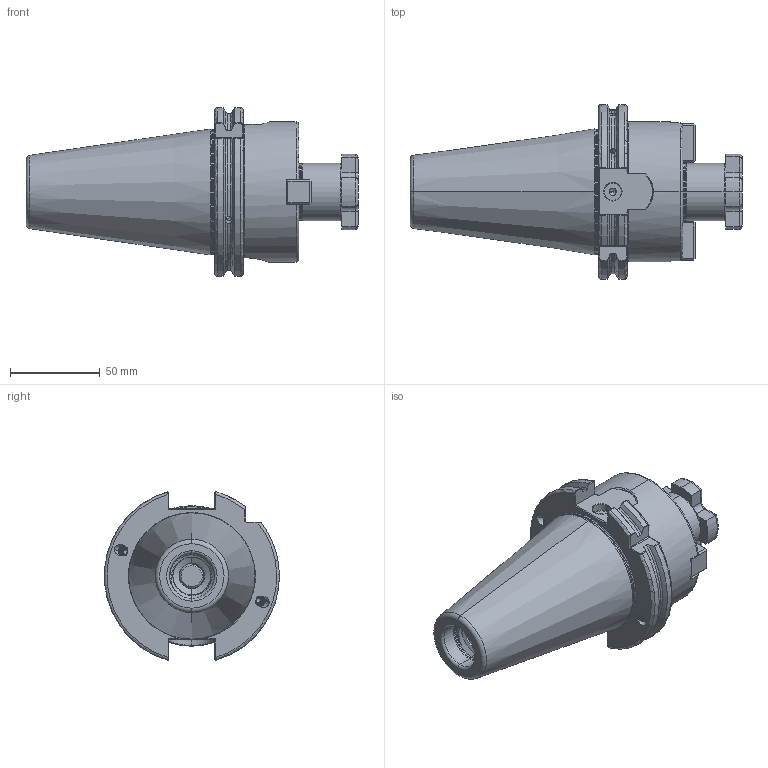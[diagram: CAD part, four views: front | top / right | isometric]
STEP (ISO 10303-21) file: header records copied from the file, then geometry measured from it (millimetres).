
FILE_DESCRIPTION (( 'STEP AP203' ), '1' );
FILE_NAME ('503.11.32.STEP', '2016-07-23T05:17:59', ( '' ), ( '' ), 'SwSTEP 2.0', 'SolidWorks 2012', '' );
FILE_SCHEMA (( 'CONFIG_CONTROL_DESIGN' ));
Length unit declared in the file: millimetre
Products named in the file (5): 102.11.32_M5xP0.8-14L; 503.11.32; 面銑刀墊塊32; 十字螺絲FMB32
Assembly tree (6 placements, depth 2):
  503.11.32
    503.11.32
    102.11.32_M5xP0.8-14L  x2
    面銑刀墊塊32  x2
    十字螺絲FMB32
Bounding box: 184.75 x 97.32 x 93.81 mm (x, y, z)
Volume: 489630.4 mm3; surface area: 72401.9 mm2
Topology: 6 solids, 6 shells, 655 faces, 1712 edges, 1060 vertices
Faces by surface type: cylinder 303, plane 163, cone 72, torus 66, bspline 51
Entity records: 42868 total; most frequent: CARTESIAN_POINT 30138, ORIENTED_EDGE 2904, DIRECTION 2167, EDGE_CURVE 1452, VERTEX_POINT 915, AXIS2_PLACEMENT_3D 828, EDGE_LOOP 581, FACE_OUTER_BOUND 555
